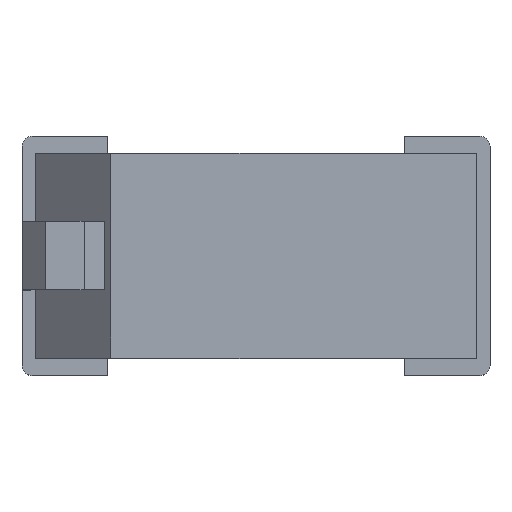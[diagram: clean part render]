
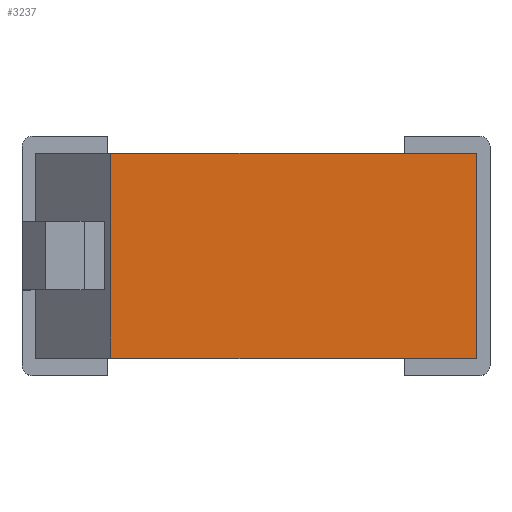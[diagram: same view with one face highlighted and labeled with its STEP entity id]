
A CAD part, top view. The second image highlights one B-rep face of the part: STEP entity #3237.
In plain terms, the highlighted planar face has unit normal (0, 0, 1).
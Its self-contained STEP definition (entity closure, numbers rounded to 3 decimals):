
#43 = PLANE('',#44);
#44 = AXIS2_PLACEMENT_3D('',#45,#46,#47);
#45 = CARTESIAN_POINT('',(0.,0.,0.));
#46 = DIRECTION('',(0.,1.,0.));
#47 = DIRECTION('',(1.,0.,0.));
#96 = VERTEX_POINT('',#97);
#97 = CARTESIAN_POINT('',(-4.25,0.,6.45));
#111 = PLANE('',#112);
#112 = AXIS2_PLACEMENT_3D('',#113,#114,#115);
#113 = CARTESIAN_POINT('',(-6.45,0.,4.25));
#114 = DIRECTION('',(-0.707,0.,0.707));
#115 = DIRECTION('',(0.707,0.,0.707));
#123 = EDGE_CURVE('',#96,#124,#126,.T.);
#124 = VERTEX_POINT('',#125);
#125 = CARTESIAN_POINT('',(6.45,0.,6.45));
#126 = SURFACE_CURVE('',#127,(#131,#138),.PCURVE_S1.);
#127 = LINE('',#128,#129);
#128 = CARTESIAN_POINT('',(-4.25,0.,6.45));
#129 = VECTOR('',#130,1.);
#130 = DIRECTION('',(1.,0.,0.));
#131 = PCURVE('',#43,#132);
#132 = DEFINITIONAL_REPRESENTATION('',(#133),#137);
#133 = LINE('',#134,#135);
#134 = CARTESIAN_POINT('',(-4.25,-6.45));
#135 = VECTOR('',#136,1.);
#136 = DIRECTION('',(1.,0.));
#137 = ( GEOMETRIC_REPRESENTATION_CONTEXT(2) 
PARAMETRIC_REPRESENTATION_CONTEXT() REPRESENTATION_CONTEXT('2D SPACE',''
  ) );
#138 = PCURVE('',#139,#144);
#139 = PLANE('',#140);
#140 = AXIS2_PLACEMENT_3D('',#141,#142,#143);
#141 = CARTESIAN_POINT('',(-4.25,0.,6.45));
#142 = DIRECTION('',(0.,0.,1.));
#143 = DIRECTION('',(1.,0.,0.));
#144 = DEFINITIONAL_REPRESENTATION('',(#145),#149);
#145 = LINE('',#146,#147);
#146 = CARTESIAN_POINT('',(0.,0.));
#147 = VECTOR('',#148,1.);
#148 = DIRECTION('',(1.,0.));
#149 = ( GEOMETRIC_REPRESENTATION_CONTEXT(2) 
PARAMETRIC_REPRESENTATION_CONTEXT() REPRESENTATION_CONTEXT('2D SPACE',''
  ) );
#167 = PLANE('',#168);
#168 = AXIS2_PLACEMENT_3D('',#169,#170,#171);
#169 = CARTESIAN_POINT('',(6.45,0.,6.45));
#170 = DIRECTION('',(1.,0.,0.));
#171 = DIRECTION('',(0.,0.,-1.));
#743 = PLANE('',#744);
#744 = AXIS2_PLACEMENT_3D('',#745,#746,#747);
#745 = CARTESIAN_POINT('',(0.,6.,0.));
#746 = DIRECTION('',(0.,1.,0.));
#747 = DIRECTION('',(1.,0.,0.));
#2734 = VERTEX_POINT('',#2735);
#2735 = CARTESIAN_POINT('',(-4.25,6.,6.45));
#2756 = EDGE_CURVE('',#96,#2734,#2757,.T.);
#2757 = SURFACE_CURVE('',#2758,(#2762,#2769),.PCURVE_S1.);
#2758 = LINE('',#2759,#2760);
#2759 = CARTESIAN_POINT('',(-4.25,0.,6.45));
#2760 = VECTOR('',#2761,1.);
#2761 = DIRECTION('',(0.,1.,0.));
#2762 = PCURVE('',#111,#2763);
#2763 = DEFINITIONAL_REPRESENTATION('',(#2764),#2768);
#2764 = LINE('',#2765,#2766);
#2765 = CARTESIAN_POINT('',(3.111,0.));
#2766 = VECTOR('',#2767,1.);
#2767 = DIRECTION('',(0.,1.));
#2768 = ( GEOMETRIC_REPRESENTATION_CONTEXT(2) 
PARAMETRIC_REPRESENTATION_CONTEXT() REPRESENTATION_CONTEXT('2D SPACE',''
  ) );
#2769 = PCURVE('',#139,#2770);
#2770 = DEFINITIONAL_REPRESENTATION('',(#2771),#2775);
#2771 = LINE('',#2772,#2773);
#2772 = CARTESIAN_POINT('',(0.,0.));
#2773 = VECTOR('',#2774,1.);
#2774 = DIRECTION('',(0.,1.));
#2775 = ( GEOMETRIC_REPRESENTATION_CONTEXT(2) 
PARAMETRIC_REPRESENTATION_CONTEXT() REPRESENTATION_CONTEXT('2D SPACE',''
  ) );
#3021 = VERTEX_POINT('',#3022);
#3022 = CARTESIAN_POINT('',(6.45,6.,6.45));
#3043 = EDGE_CURVE('',#2734,#3021,#3044,.T.);
#3044 = SURFACE_CURVE('',#3045,(#3049,#3056),.PCURVE_S1.);
#3045 = LINE('',#3046,#3047);
#3046 = CARTESIAN_POINT('',(-4.25,6.,6.45));
#3047 = VECTOR('',#3048,1.);
#3048 = DIRECTION('',(1.,0.,0.));
#3049 = PCURVE('',#743,#3050);
#3050 = DEFINITIONAL_REPRESENTATION('',(#3051),#3055);
#3051 = LINE('',#3052,#3053);
#3052 = CARTESIAN_POINT('',(-4.25,-6.45));
#3053 = VECTOR('',#3054,1.);
#3054 = DIRECTION('',(1.,0.));
#3055 = ( GEOMETRIC_REPRESENTATION_CONTEXT(2) 
PARAMETRIC_REPRESENTATION_CONTEXT() REPRESENTATION_CONTEXT('2D SPACE',''
  ) );
#3056 = PCURVE('',#139,#3057);
#3057 = DEFINITIONAL_REPRESENTATION('',(#3058),#3062);
#3058 = LINE('',#3059,#3060);
#3059 = CARTESIAN_POINT('',(0.,6.));
#3060 = VECTOR('',#3061,1.);
#3061 = DIRECTION('',(1.,0.));
#3062 = ( GEOMETRIC_REPRESENTATION_CONTEXT(2) 
PARAMETRIC_REPRESENTATION_CONTEXT() REPRESENTATION_CONTEXT('2D SPACE',''
  ) );
#3216 = EDGE_CURVE('',#124,#3021,#3217,.T.);
#3217 = SURFACE_CURVE('',#3218,(#3222,#3229),.PCURVE_S1.);
#3218 = LINE('',#3219,#3220);
#3219 = CARTESIAN_POINT('',(6.45,0.,6.45));
#3220 = VECTOR('',#3221,1.);
#3221 = DIRECTION('',(0.,1.,0.));
#3222 = PCURVE('',#167,#3223);
#3223 = DEFINITIONAL_REPRESENTATION('',(#3224),#3228);
#3224 = LINE('',#3225,#3226);
#3225 = CARTESIAN_POINT('',(0.,0.));
#3226 = VECTOR('',#3227,1.);
#3227 = DIRECTION('',(0.,1.));
#3228 = ( GEOMETRIC_REPRESENTATION_CONTEXT(2) 
PARAMETRIC_REPRESENTATION_CONTEXT() REPRESENTATION_CONTEXT('2D SPACE',''
  ) );
#3229 = PCURVE('',#139,#3230);
#3230 = DEFINITIONAL_REPRESENTATION('',(#3231),#3235);
#3231 = LINE('',#3232,#3233);
#3232 = CARTESIAN_POINT('',(10.7,0.));
#3233 = VECTOR('',#3234,1.);
#3234 = DIRECTION('',(0.,1.));
#3235 = ( GEOMETRIC_REPRESENTATION_CONTEXT(2) 
PARAMETRIC_REPRESENTATION_CONTEXT() REPRESENTATION_CONTEXT('2D SPACE',''
  ) );
#3237 = ADVANCED_FACE('',(#3238),#139,.T.);
#3238 = FACE_BOUND('',#3239,.F.);
#3239 = EDGE_LOOP('',(#3240,#3241,#3242,#3243));
#3240 = ORIENTED_EDGE('',*,*,#123,.F.);
#3241 = ORIENTED_EDGE('',*,*,#2756,.T.);
#3242 = ORIENTED_EDGE('',*,*,#3043,.T.);
#3243 = ORIENTED_EDGE('',*,*,#3216,.F.);
